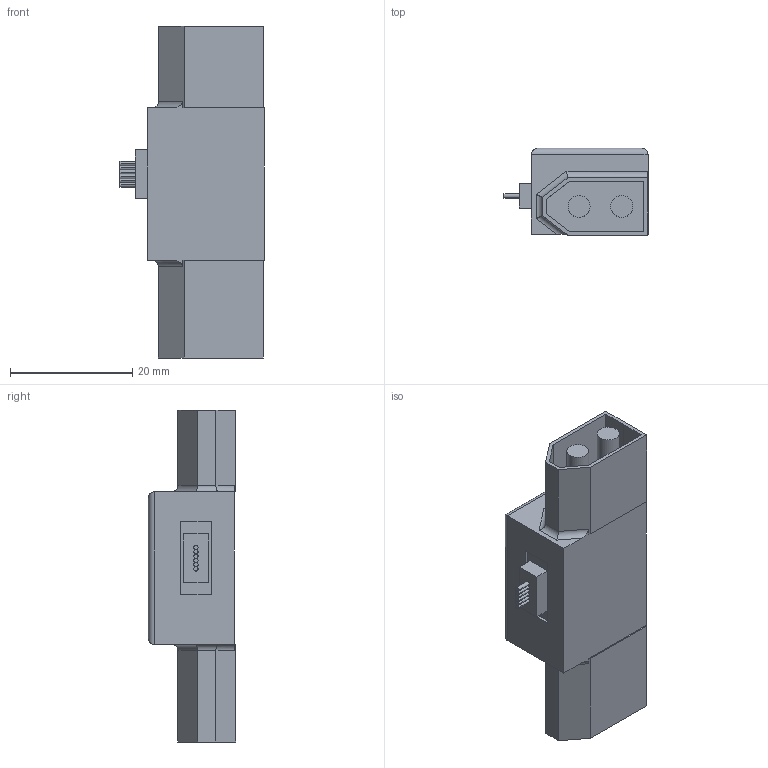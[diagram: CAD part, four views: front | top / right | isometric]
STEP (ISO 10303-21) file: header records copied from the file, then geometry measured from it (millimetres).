
FILE_DESCRIPTION(('3DEXPERIENCE STEP','CAx-IF Rec.Pracs.--- Model Styling and Organization---1.5--- 2016-08-15','CAx-IF Rec.Pracs.---Supplemental Geometry---1.0---2011-11-01','CAx-IF Rec.Pracs.--- Composite Materials ---3.4---2017-06-13','CAx-IF Rec.Pracs.---Tessellated 3D Geometry---1.0---2015-12-17'),'2;1');
FILE_NAME('Power Brick Mini A.1.stp','2023-10-24T06:33:03+00:00',('none'),('none'),'3DEXPERIENCE Platform3DEXPERIENCE R2023x HotFix 4.17','3DEXPERIENCE Platform STEP AP242 v2','none');
FILE_SCHEMA(('AP242_MANAGED_MODEL_BASED_3D_ENGINEERING_MIM_LF {1 0 10303 442 1 1 4}'));
Length unit declared in the file: millimetre
Products named in the file (1): Power Brick Mini
Bounding box: 23.6 x 14.3 x 54.4 mm (x, y, z)
Volume: 9892.5 mm3; surface area: 4645 mm2
Topology: 1 solids, 1 shells, 83 faces, 202 edges, 129 vertices
Faces by surface type: plane 51, cylinder 32
Entity records: 2362 total; most frequent: CARTESIAN_POINT 472, ORIENTED_EDGE 384, DIRECTION 292, EDGE_CURVE 192, VECTOR 138, LINE 138, VERTEX_POINT 124, AXIS2_PLACEMENT_3D 99
